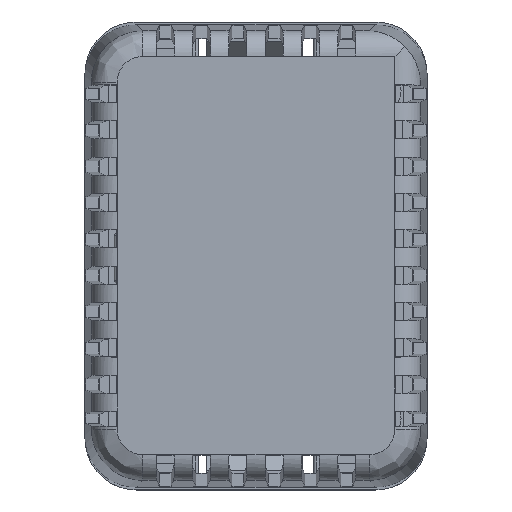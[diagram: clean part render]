
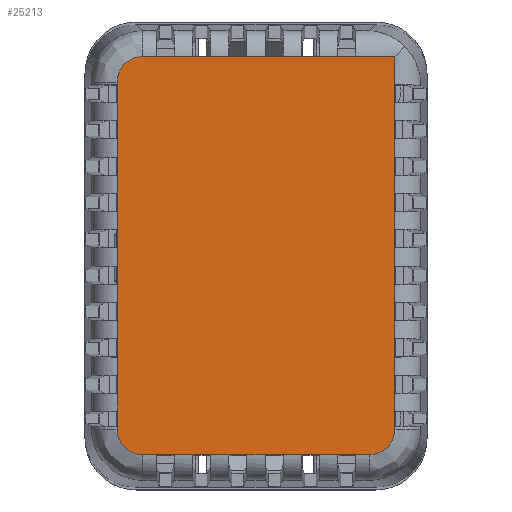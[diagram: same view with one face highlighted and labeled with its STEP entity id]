
A CAD part, top view. The second image highlights one B-rep face of the part: STEP entity #25213.
In plain terms, the highlighted face is planar.
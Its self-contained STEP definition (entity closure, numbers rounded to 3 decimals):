
#1152=ELLIPSE('',#26884,4.505,4.5);
#1158=ELLIPSE('',#26894,4.505,4.5);
#1166=ELLIPSE('',#26906,4.505,4.5);
#1585=PLANE('',#26905);
#2632=FACE_OUTER_BOUND('',#3991,.T.);
#3991=EDGE_LOOP('',(#18636,#18637,#18638,#18639,#18640,#18641,#18642));
#5835=LINE('',#37620,#8663);
#5836=LINE('',#37623,#8664);
#5837=LINE('',#37625,#8665);
#5838=LINE('',#37627,#8666);
#8663=VECTOR('',#29992,10.);
#8664=VECTOR('',#29995,10.);
#8665=VECTOR('',#29996,10.);
#8666=VECTOR('',#29999,10.);
#12002=VERTEX_POINT('',#37510);
#12003=VERTEX_POINT('',#37512);
#12016=VERTEX_POINT('',#37577);
#12017=VERTEX_POINT('',#37579);
#12019=VERTEX_POINT('',#37584);
#12034=VERTEX_POINT('',#37622);
#12035=VERTEX_POINT('',#37624);
#14503=EDGE_CURVE('',#12002,#12003,#1152,.T.);
#14519=EDGE_CURVE('',#12016,#12017,#1158,.T.);
#14542=EDGE_CURVE('',#12017,#12019,#5835,.T.);
#14543=EDGE_CURVE('',#12003,#12034,#5836,.T.);
#14544=EDGE_CURVE('',#12035,#12002,#5837,.T.);
#14545=EDGE_CURVE('',#12019,#12035,#1166,.T.);
#14546=EDGE_CURVE('',#12034,#12016,#5838,.T.);
#18636=ORIENTED_EDGE('',*,*,#14543,.F.);
#18637=ORIENTED_EDGE('',*,*,#14503,.F.);
#18638=ORIENTED_EDGE('',*,*,#14544,.F.);
#18639=ORIENTED_EDGE('',*,*,#14545,.F.);
#18640=ORIENTED_EDGE('',*,*,#14542,.F.);
#18641=ORIENTED_EDGE('',*,*,#14519,.F.);
#18642=ORIENTED_EDGE('',*,*,#14546,.F.);
#25213=ADVANCED_FACE('',(#2632),#1585,.F.);
#26884=AXIS2_PLACEMENT_3D('',#37513,#29929,#29930);
#26894=AXIS2_PLACEMENT_3D('',#37580,#29957,#29958);
#26905=AXIS2_PLACEMENT_3D('',#37621,#29993,#29994);
#26906=AXIS2_PLACEMENT_3D('',#37626,#29997,#29998);
#29929=DIRECTION('center_axis',(0.,-1.,0.));
#29930=DIRECTION('ref_axis',(0.707,0.,-0.707));
#29957=DIRECTION('center_axis',(0.,-1.,0.));
#29958=DIRECTION('ref_axis',(-0.707,0.,0.707));
#29992=DIRECTION('',(0.,0.,-1.));
#29993=DIRECTION('center_axis',(0.,-1.,0.));
#29994=DIRECTION('ref_axis',(0.,0.,-1.));
#29995=DIRECTION('',(0.,0.,1.));
#29996=DIRECTION('',(1.,0.,0.));
#29997=DIRECTION('center_axis',(0.,-1.,0.));
#29998=DIRECTION('ref_axis',(-0.707,0.,-0.707));
#29999=DIRECTION('',(-1.,0.,0.));
#37510=CARTESIAN_POINT('',(14.16,37.2,-24.485));
#37512=CARTESIAN_POINT('',(18.658,37.2,-19.987));
#37513=CARTESIAN_POINT('Origin',(14.155,37.2,-19.982));
#37577=CARTESIAN_POINT('',(-46.691,37.2,24.261));
#37579=CARTESIAN_POINT('',(-51.188,37.2,19.764));
#37580=CARTESIAN_POINT('Origin',(-46.685,37.2,19.758));
#37584=CARTESIAN_POINT('',(-51.188,37.2,-19.987));
#37620=CARTESIAN_POINT('',(-51.188,37.2,14.888));
#37621=CARTESIAN_POINT('Origin',(-16.515,37.2,-0.112));
#37622=CARTESIAN_POINT('',(18.658,37.2,24.261));
#37623=CARTESIAN_POINT('',(18.658,37.2,-15.112));
#37624=CARTESIAN_POINT('',(-46.691,37.2,-24.485));
#37625=CARTESIAN_POINT('',(-46.515,37.2,-24.485));
#37626=CARTESIAN_POINT('Origin',(-46.685,37.2,-19.982));
#37627=CARTESIAN_POINT('',(13.485,37.2,24.261));
